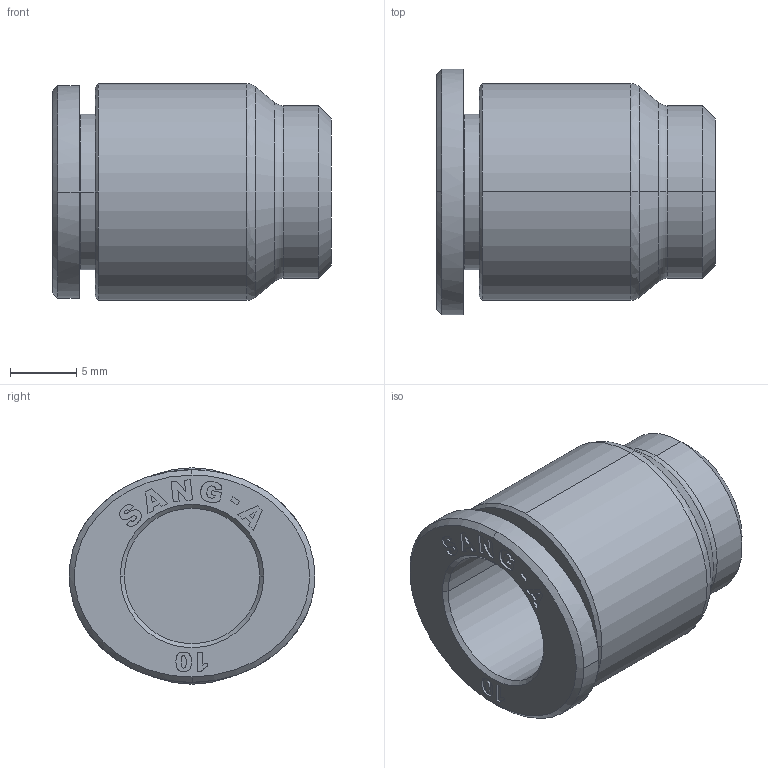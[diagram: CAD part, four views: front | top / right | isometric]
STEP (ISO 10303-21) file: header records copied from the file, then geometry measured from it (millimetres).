
FILE_DESCRIPTION (( 'STEP AP214' ), '1' );
FILE_NAME ('PPF10.STEP', '2015-11-02T15:38:22', ( '' ), ( '' ), 'SwSTEP 2.0', 'SolidWorks 2015', '' );
FILE_SCHEMA (( 'AUTOMOTIVE_DESIGN' ));
Length unit declared in the file: millimetre
Products named in the file (2): PPF10; ｦ+ﾃｦ1
Assembly tree (1 placements, depth 2):
  PPF10
    ｦ+ﾃｦ1
Bounding box: 21 x 18.5 x 16.3 mm (x, y, z)
Volume: 2312.3 mm3; surface area: 2207.9 mm2
Topology: 1 solids, 1 shells, 413 faces, 1177 edges, 780 vertices
Faces by surface type: plane 381, bspline 11, cone 10, cylinder 9, torus 2
Entity records: 14105 total; most frequent: CARTESIAN_POINT 3130, ORIENTED_EDGE 2354, DIRECTION 2005, EDGE_CURVE 1177, LINE 1121, VECTOR 1121, VERTEX_POINT 780, AXIS2_PLACEMENT_3D 442
